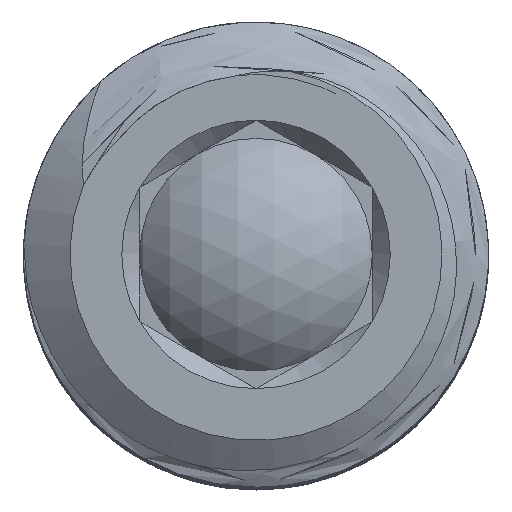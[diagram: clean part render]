
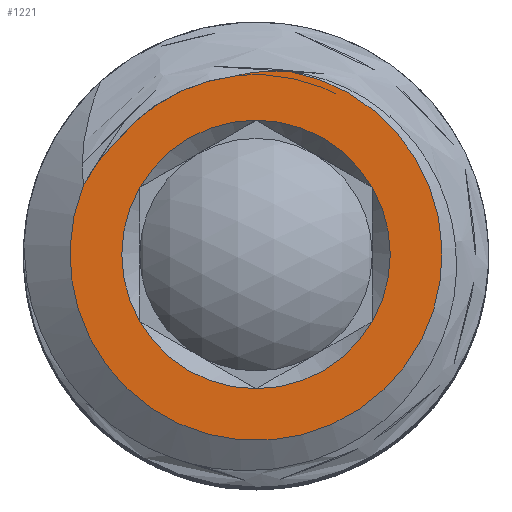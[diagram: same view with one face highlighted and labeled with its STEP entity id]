
A CAD part, top view. The second image highlights one B-rep face of the part: STEP entity #1221.
In plain terms, the highlighted planar face has unit normal (0, 0, 1).
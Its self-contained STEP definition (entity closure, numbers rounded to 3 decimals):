
#25=PLANE('',#1323);
#35=FACE_BOUND('',#229,.T.);
#97=B_SPLINE_CURVE_WITH_KNOTS('',3,(#3999,#4000,#4001,#4002,#4003,#4004),
 .UNSPECIFIED.,.F.,.F.,(4,2,4),(-0.074,-0.03,
0.),.UNSPECIFIED.);
#98=B_SPLINE_CURVE_WITH_KNOTS('',3,(#4005,#4006,#4007,#4008,#4009,#4010),
 .UNSPECIFIED.,.F.,.F.,(4,2,4),(-0.048,-0.024,
0.),.UNSPECIFIED.);
#154=FACE_OUTER_BOUND('',#228,.T.);
#228=EDGE_LOOP('',(#966,#967,#968,#969));
#229=EDGE_LOOP('',(#970,#971,#972,#973,#974,#975));
#246=CIRCLE('',#1254,1.545);
#254=CIRCLE('',#1306,1.155);
#260=CIRCLE('',#1322,1.6);
#261=CIRCLE('',#1324,1.155);
#262=CIRCLE('',#1325,1.155);
#263=CIRCLE('',#1326,1.155);
#264=CIRCLE('',#1327,1.155);
#265=CIRCLE('',#1328,1.155);
#444=VERTEX_POINT('',#1595);
#445=VERTEX_POINT('',#1605);
#539=VERTEX_POINT('',#3853);
#540=VERTEX_POINT('',#3854);
#554=VERTEX_POINT('',#3961);
#555=VERTEX_POINT('',#3962);
#556=VERTEX_POINT('',#4011);
#557=VERTEX_POINT('',#4013);
#558=VERTEX_POINT('',#4015);
#559=VERTEX_POINT('',#4017);
#565=EDGE_CURVE('',#445,#444,#246,.T.);
#702=EDGE_CURVE('',#539,#540,#254,.T.);
#724=EDGE_CURVE('',#554,#555,#260,.T.);
#727=EDGE_CURVE('',#444,#555,#97,.T.);
#728=EDGE_CURVE('',#554,#445,#98,.T.);
#729=EDGE_CURVE('',#556,#539,#261,.T.);
#730=EDGE_CURVE('',#557,#556,#262,.T.);
#731=EDGE_CURVE('',#558,#557,#263,.T.);
#732=EDGE_CURVE('',#559,#558,#264,.T.);
#733=EDGE_CURVE('',#540,#559,#265,.T.);
#966=ORIENTED_EDGE('',*,*,#565,.T.);
#967=ORIENTED_EDGE('',*,*,#727,.T.);
#968=ORIENTED_EDGE('',*,*,#724,.F.);
#969=ORIENTED_EDGE('',*,*,#728,.T.);
#970=ORIENTED_EDGE('',*,*,#729,.F.);
#971=ORIENTED_EDGE('',*,*,#730,.F.);
#972=ORIENTED_EDGE('',*,*,#731,.F.);
#973=ORIENTED_EDGE('',*,*,#732,.F.);
#974=ORIENTED_EDGE('',*,*,#733,.F.);
#975=ORIENTED_EDGE('',*,*,#702,.F.);
#1221=ADVANCED_FACE('',(#154,#35),#25,.T.);
#1254=AXIS2_PLACEMENT_3D('',#1606,#1349,#1350);
#1306=AXIS2_PLACEMENT_3D('',#3858,#1496,#1497);
#1322=AXIS2_PLACEMENT_3D('',#3963,#1538,#1539);
#1323=AXIS2_PLACEMENT_3D('',#3998,#1540,#1541);
#1324=AXIS2_PLACEMENT_3D('',#4012,#1542,#1543);
#1325=AXIS2_PLACEMENT_3D('',#4014,#1544,#1545);
#1326=AXIS2_PLACEMENT_3D('',#4016,#1546,#1547);
#1327=AXIS2_PLACEMENT_3D('',#4018,#1548,#1549);
#1328=AXIS2_PLACEMENT_3D('',#4019,#1550,#1551);
#1349=DIRECTION('center_axis',(0.,0.,
1.));
#1350=DIRECTION('ref_axis',(-0.776,0.63,0.));
#1496=DIRECTION('center_axis',(0.,0.,1.));
#1497=DIRECTION('ref_axis',(1.,0.,0.));
#1538=DIRECTION('center_axis',(0.,0.,-1.));
#1539=DIRECTION('ref_axis',(0.,1.,0.));
#1540=DIRECTION('center_axis',(0.,0.,1.));
#1541=DIRECTION('ref_axis',(0.,-1.,0.));
#1542=DIRECTION('center_axis',(0.,0.,1.));
#1543=DIRECTION('ref_axis',(1.,0.,0.));
#1544=DIRECTION('center_axis',(0.,0.,1.));
#1545=DIRECTION('ref_axis',(1.,0.,0.));
#1546=DIRECTION('center_axis',(0.,0.,1.));
#1547=DIRECTION('ref_axis',(1.,0.,0.));
#1548=DIRECTION('center_axis',(0.,0.,1.));
#1549=DIRECTION('ref_axis',(1.,0.,0.));
#1550=DIRECTION('center_axis',(0.,0.,1.));
#1551=DIRECTION('ref_axis',(1.,0.,0.));
#1595=CARTESIAN_POINT('',(-1.2,0.974,6.75));
#1605=CARTESIAN_POINT('',(-0.185,1.534,6.75));
#1606=CARTESIAN_POINT('Origin',(0.,0.,
6.75));
#3853=CARTESIAN_POINT('',(1.,-0.577,6.75));
#3854=CARTESIAN_POINT('',(1.,0.577,6.75));
#3858=CARTESIAN_POINT('Origin',(0.,0.,6.75));
#3961=CARTESIAN_POINT('',(0.287,1.574,6.75));
#3962=CARTESIAN_POINT('',(-1.485,0.596,6.75));
#3963=CARTESIAN_POINT('Origin',(0.,0.,6.75));
#3998=CARTESIAN_POINT('Origin',(0.,0.,6.75));
#3999=CARTESIAN_POINT('Ctrl Pts',(-1.2,0.974,6.75));
#4000=CARTESIAN_POINT('Ctrl Pts',(-1.257,0.919,6.75));
#4001=CARTESIAN_POINT('Ctrl Pts',(-1.309,0.859,6.75));
#4002=CARTESIAN_POINT('Ctrl Pts',(-1.39,0.752,6.75));
#4003=CARTESIAN_POINT('Ctrl Pts',(-1.437,0.684,6.75));
#4004=CARTESIAN_POINT('Ctrl Pts',(-1.485,0.596,6.75));
#4005=CARTESIAN_POINT('Ctrl Pts',(0.287,1.574,6.75));
#4006=CARTESIAN_POINT('Ctrl Pts',(0.207,1.579,6.75));
#4007=CARTESIAN_POINT('Ctrl Pts',(0.126,1.578,6.75));
#4008=CARTESIAN_POINT('Ctrl Pts',(-0.033,1.565,
6.75));
#4009=CARTESIAN_POINT('Ctrl Pts',(-0.108,1.553,6.75));
#4010=CARTESIAN_POINT('Ctrl Pts',(-0.185,1.534,6.75));
#4011=CARTESIAN_POINT('',(0.,-1.155,6.75));
#4012=CARTESIAN_POINT('Origin',(0.,0.,6.75));
#4013=CARTESIAN_POINT('',(-1.,-0.577,6.75));
#4014=CARTESIAN_POINT('Origin',(0.,0.,6.75));
#4015=CARTESIAN_POINT('',(-1.,0.577,6.75));
#4016=CARTESIAN_POINT('Origin',(0.,0.,6.75));
#4017=CARTESIAN_POINT('',(0.,1.155,6.75));
#4018=CARTESIAN_POINT('Origin',(0.,0.,6.75));
#4019=CARTESIAN_POINT('Origin',(0.,0.,6.75));
